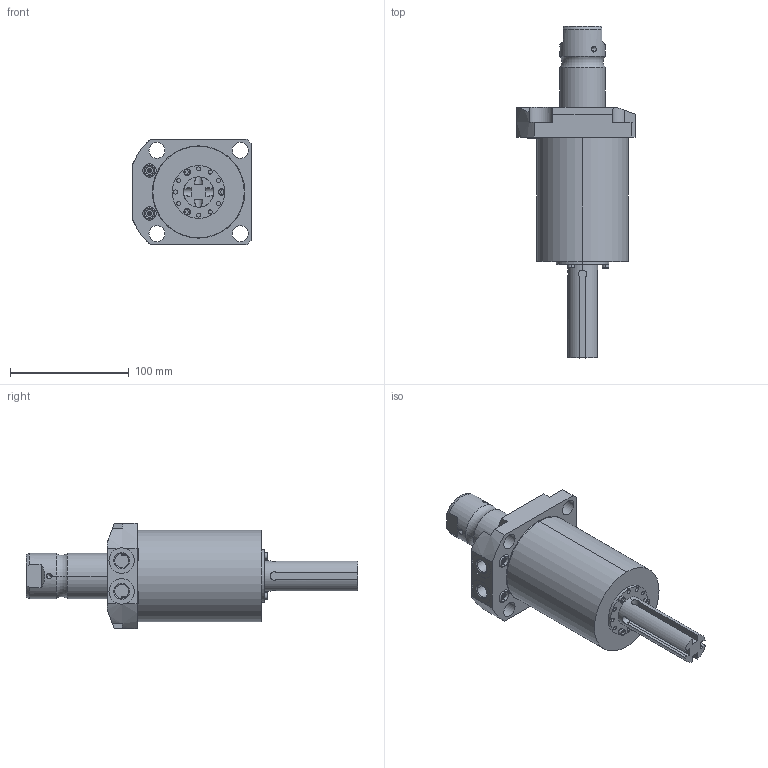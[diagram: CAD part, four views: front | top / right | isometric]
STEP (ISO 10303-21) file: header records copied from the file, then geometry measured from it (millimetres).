
FILE_DESCRIPTION((''),'2;1');
FILE_NAME('ILCM41463324PS','2020-05-22T',('jweaver'),(''),'PRO/ENGINEER BY PARAMETRIC TECHNOLOGY CORPORATION, 2013320','PRO/ENGINEER BY PARAMETRIC TECHNOLOGY CORPORATION, 2013320','');
FILE_SCHEMA(('AUTOMOTIVE_DESIGN { 1 0 10303 214 1 1 1 1 }'));
Length unit declared in the file: millimetre
Products named in the file (1): ILCM41463324PS
Bounding box: 100 x 279.63 x 88.9 mm (x, y, z)
Volume: 771671.8 mm3; surface area: 76793.2 mm2
Topology: 3 solids, 17 shells, 278 faces, 672 edges, 438 vertices
Faces by surface type: plane 126, cylinder 114, cone 24, torus 14
Entity records: 8539 total; most frequent: CARTESIAN_POINT 1655, DIRECTION 1468, ORIENTED_EDGE 1300, EDGE_CURVE 664, AXIS2_PLACEMENT_3D 569, VERTEX_POINT 438, VECTOR 330, LINE 330
